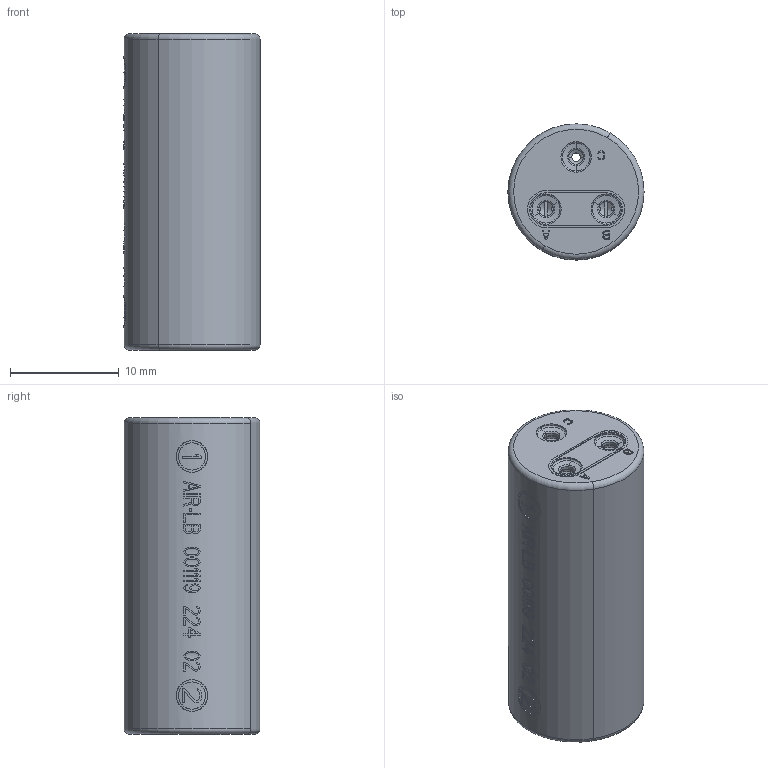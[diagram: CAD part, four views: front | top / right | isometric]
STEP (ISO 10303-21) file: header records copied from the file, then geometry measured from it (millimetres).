
FILE_DESCRIPTION((''),'2;1');
FILE_NAME('00111922402','2020-05-29T',('presta_be4'),(''),'CREO PARAMETRIC BY PTC INC, 2018360','CREO PARAMETRIC BY PTC INC, 2018360','');
FILE_SCHEMA(('CONFIG_CONTROL_DESIGN'));
Length unit declared in the file: millimetre
Products named in the file (1): 00111922402
Bounding box: 12.52 x 12.5 x 29.2 mm (x, y, z)
Volume: 3129.9 mm3; surface area: 3116.6 mm2
Topology: 1 solids, 1 shells, 1370 faces, 3692 edges, 2384 vertices
Faces by surface type: plane 870, cylinder 228, torus 136, cone 108, bspline 28
Entity records: 47961 total; most frequent: CARTESIAN_POINT 14333, ORIENTED_EDGE 7384, DIRECTION 6582, EDGE_CURVE 3692, AXIS2_PLACEMENT_3D 2398, VERTEX_POINT 2384, VECTOR 1786, LINE 1786
